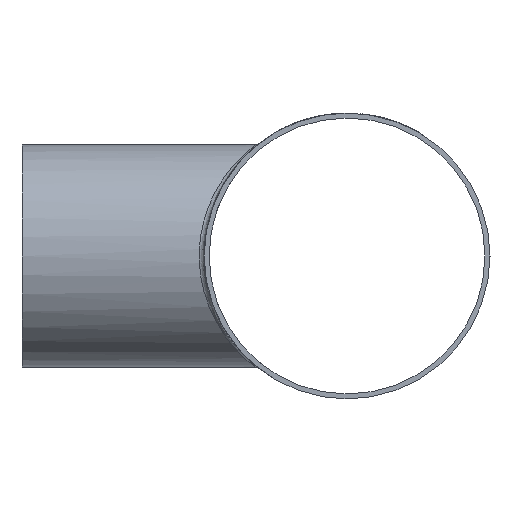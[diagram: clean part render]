
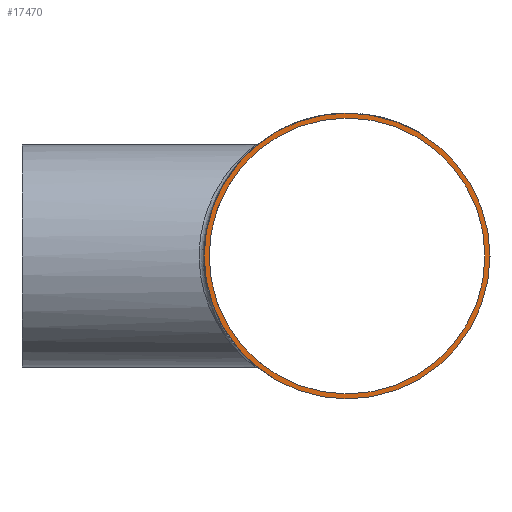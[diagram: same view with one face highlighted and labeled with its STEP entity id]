
A CAD part, left-side view. The second image highlights one B-rep face of the part: STEP entity #17470.
In plain terms, the highlighted planar face has unit normal (-1, 0, 0).
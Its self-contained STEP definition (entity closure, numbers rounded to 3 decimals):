
#2662 = FACE_BOUND ( 'NONE', #5442, .T. ) ;
#3583 = ORIENTED_EDGE ( 'NONE', *, *, #12286, .F. ) ;
#5331 = DIRECTION ( 'NONE',  ( -1., 0., 0. ) ) ;
#5442 = EDGE_LOOP ( 'NONE', ( #3583 ) ) ;
#5603 = VERTEX_POINT ( 'NONE', #16855 ) ;
#5801 = CIRCLE ( 'NONE', #8579, 57.15 ) ;
#6220 = CIRCLE ( 'NONE', #10607, 55.15 ) ;
#6752 = FACE_OUTER_BOUND ( 'NONE', #11024, .T. ) ;
#7782 = DIRECTION ( 'NONE',  ( 0., 0., 1. ) ) ;
#8579 = AXIS2_PLACEMENT_3D ( 'NONE', #20548, #5331, #9332 ) ;
#9332 = DIRECTION ( 'NONE',  ( 0., 0., 1. ) ) ;
#10607 = AXIS2_PLACEMENT_3D ( 'NONE', #24492, #21007, #7782 ) ;
#11024 = EDGE_LOOP ( 'NONE', ( #23339 ) ) ;
#12286 = EDGE_CURVE ( 'NONE', #5603, #5603, #6220, .T. ) ;
#12384 = PLANE ( 'NONE',  #20272 ) ;
#13237 = CARTESIAN_POINT ( 'NONE',  ( -160., 0., 57.15 ) ) ;
#13432 = EDGE_CURVE ( 'NONE', #18967, #18967, #5801, .T. ) ;
#16855 = CARTESIAN_POINT ( 'NONE',  ( -160., 0., 55.15 ) ) ;
#17470 = ADVANCED_FACE ( 'NONE', ( #2662, #6752 ), #12384, .T. ) ;
#18967 = VERTEX_POINT ( 'NONE', #13237 ) ;
#19983 = CARTESIAN_POINT ( 'NONE',  ( -160., 0., 0. ) ) ;
#20272 = AXIS2_PLACEMENT_3D ( 'NONE', #19983, #23019, #23586 ) ;
#20548 = CARTESIAN_POINT ( 'NONE',  ( -160., 0., 0. ) ) ;
#21007 = DIRECTION ( 'NONE',  ( -1., 0., 0. ) ) ;
#23019 = DIRECTION ( 'NONE',  ( -1., 0., 0. ) ) ;
#23339 = ORIENTED_EDGE ( 'NONE', *, *, #13432, .T. ) ;
#23586 = DIRECTION ( 'NONE',  ( 0., 0., 1. ) ) ;
#24492 = CARTESIAN_POINT ( 'NONE',  ( -160., 0., 0. ) ) ;
